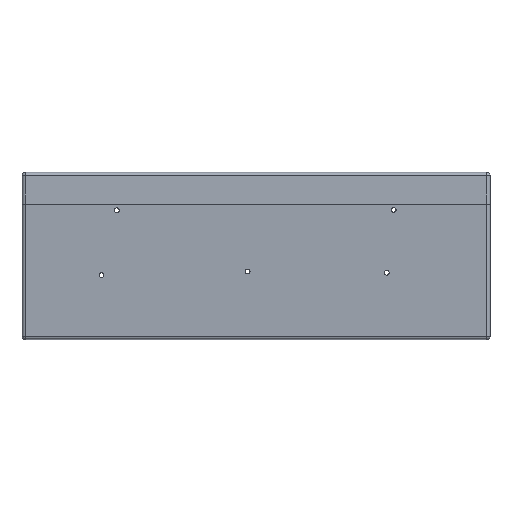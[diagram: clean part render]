
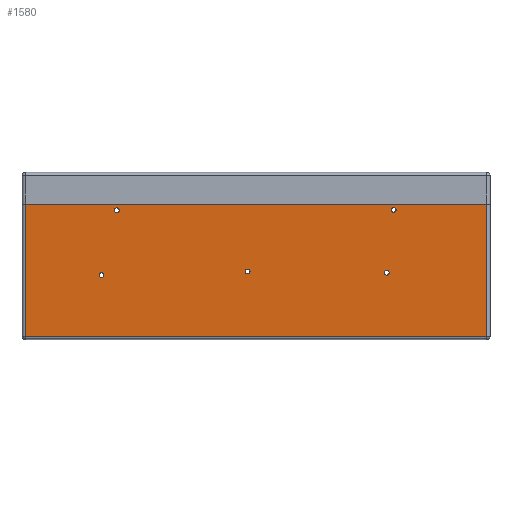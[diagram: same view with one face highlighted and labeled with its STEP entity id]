
A CAD part, top view. The second image highlights one B-rep face of the part: STEP entity #1580.
In plain terms, the highlighted planar face has unit normal (0, -0.052, 0.999).
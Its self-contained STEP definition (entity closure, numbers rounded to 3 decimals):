
#20=ELLIPSE('',#1719,1.502,1.5);
#21=ELLIPSE('',#1720,1.502,1.5);
#22=ELLIPSE('',#1721,1.502,1.5);
#23=ELLIPSE('',#1722,1.502,1.5);
#24=ELLIPSE('',#1723,1.502,1.5);
#32=FACE_BOUND('',#229,.T.);
#33=FACE_BOUND('',#230,.T.);
#34=FACE_BOUND('',#231,.T.);
#35=FACE_BOUND('',#232,.T.);
#36=FACE_BOUND('',#233,.T.);
#61=PLANE('',#1718);
#133=FACE_OUTER_BOUND('',#228,.T.);
#228=EDGE_LOOP('',(#1174,#1175,#1176,#1177));
#229=EDGE_LOOP('',(#1178));
#230=EDGE_LOOP('',(#1179));
#231=EDGE_LOOP('',(#1180));
#232=EDGE_LOOP('',(#1181));
#233=EDGE_LOOP('',(#1182));
#329=LINE('',#2406,#490);
#331=LINE('',#2409,#492);
#333=LINE('',#2412,#494);
#339=LINE('',#2424,#500);
#490=VECTOR('',#1926,10.);
#492=VECTOR('',#1930,10.);
#494=VECTOR('',#1934,10.);
#500=VECTOR('',#1948,10.);
#712=VERTEX_POINT('',#2364);
#718=VERTEX_POINT('',#2381);
#723=VERTEX_POINT('',#2391);
#725=VERTEX_POINT('',#2396);
#737=VERTEX_POINT('',#2457);
#738=VERTEX_POINT('',#2459);
#739=VERTEX_POINT('',#2461);
#740=VERTEX_POINT('',#2463);
#741=VERTEX_POINT('',#2465);
#878=EDGE_CURVE('',#718,#725,#329,.T.);
#880=EDGE_CURVE('',#725,#723,#331,.T.);
#882=EDGE_CURVE('',#723,#712,#333,.T.);
#889=EDGE_CURVE('',#712,#718,#339,.T.);
#906=EDGE_CURVE('',#737,#737,#20,.T.);
#907=EDGE_CURVE('',#738,#738,#21,.T.);
#908=EDGE_CURVE('',#739,#739,#22,.T.);
#909=EDGE_CURVE('',#740,#740,#23,.T.);
#910=EDGE_CURVE('',#741,#741,#24,.T.);
#1174=ORIENTED_EDGE('',*,*,#878,.F.);
#1175=ORIENTED_EDGE('',*,*,#889,.F.);
#1176=ORIENTED_EDGE('',*,*,#882,.F.);
#1177=ORIENTED_EDGE('',*,*,#880,.F.);
#1178=ORIENTED_EDGE('',*,*,#906,.F.);
#1179=ORIENTED_EDGE('',*,*,#907,.F.);
#1180=ORIENTED_EDGE('',*,*,#908,.F.);
#1181=ORIENTED_EDGE('',*,*,#909,.F.);
#1182=ORIENTED_EDGE('',*,*,#910,.F.);
#1580=ADVANCED_FACE('',(#133,#32,#33,#34,#35,#36),#61,.F.);
#1718=AXIS2_PLACEMENT_3D('',#2456,#1981,#1982);
#1719=AXIS2_PLACEMENT_3D('',#2458,#1983,#1984);
#1720=AXIS2_PLACEMENT_3D('',#2460,#1985,#1986);
#1721=AXIS2_PLACEMENT_3D('',#2462,#1987,#1988);
#1722=AXIS2_PLACEMENT_3D('',#2464,#1989,#1990);
#1723=AXIS2_PLACEMENT_3D('',#2466,#1991,#1992);
#1926=DIRECTION('',(0.,0.999,0.052));
#1930=DIRECTION('',(1.,0.,0.));
#1934=DIRECTION('',(0.,-0.999,-0.052));
#1948=DIRECTION('',(-1.,0.,0.));
#1981=DIRECTION('center_axis',(0.,0.052,-0.999));
#1982=DIRECTION('ref_axis',(0.,-0.999,-0.052));
#1983=DIRECTION('center_axis',(0.,-0.052,0.999));
#1984=DIRECTION('ref_axis',(0.,-0.999,-0.052));
#1985=DIRECTION('center_axis',(0.,-0.052,0.999));
#1986=DIRECTION('ref_axis',(0.,-0.999,-0.052));
#1987=DIRECTION('center_axis',(0.,-0.052,0.999));
#1988=DIRECTION('ref_axis',(0.,-0.999,-0.052));
#1989=DIRECTION('center_axis',(0.,-0.052,0.999));
#1990=DIRECTION('ref_axis',(0.,-0.999,-0.052));
#1991=DIRECTION('center_axis',(0.,-0.052,0.999));
#1992=DIRECTION('ref_axis',(0.,-0.999,-0.052));
#2364=CARTESIAN_POINT('',(285.75,-1.374,10.325));
#2381=CARTESIAN_POINT('',(0.,-1.374,10.325));
#2391=CARTESIAN_POINT('',(285.75,80.425,14.579));
#2396=CARTESIAN_POINT('',(0.,80.425,14.579));
#2406=CARTESIAN_POINT('',(0.,89.919,15.073));
#2409=CARTESIAN_POINT('',(212.709,80.425,14.579));
#2412=CARTESIAN_POINT('',(285.75,38.338,12.391));
#2424=CARTESIAN_POINT('',(142.875,-1.374,10.325));
#2456=CARTESIAN_POINT('Origin',(287.75,80.477,14.582));
#2457=CARTESIAN_POINT('',(48.744,36.576,12.299));
#2458=CARTESIAN_POINT('Origin',(47.244,36.576,12.299));
#2459=CARTESIAN_POINT('',(225.274,38.1,12.378));
#2460=CARTESIAN_POINT('Origin',(223.774,38.1,12.378));
#2461=CARTESIAN_POINT('',(139.168,38.862,12.418));
#2462=CARTESIAN_POINT('Origin',(137.668,38.862,12.418));
#2463=CARTESIAN_POINT('',(58.142,76.708,14.386));
#2464=CARTESIAN_POINT('Origin',(56.642,76.708,14.386));
#2465=CARTESIAN_POINT('',(229.592,76.962,14.399));
#2466=CARTESIAN_POINT('Origin',(228.092,76.962,14.399));
